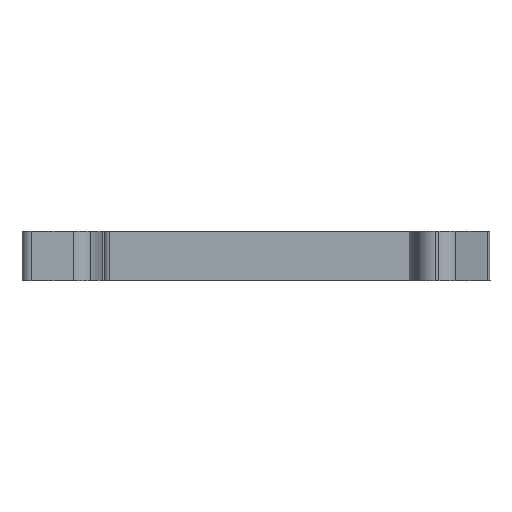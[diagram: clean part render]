
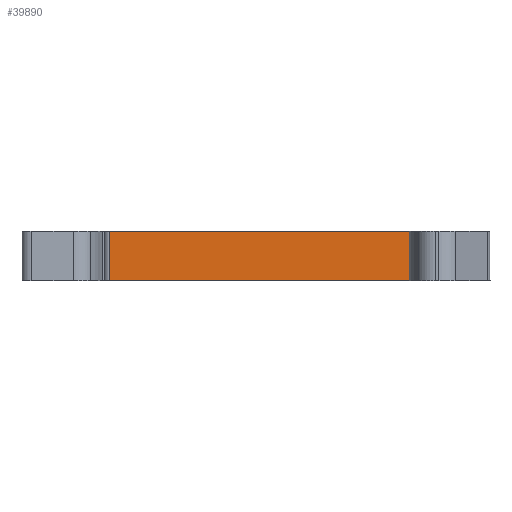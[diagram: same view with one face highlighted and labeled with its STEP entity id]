
A CAD part, front view. The second image highlights one B-rep face of the part: STEP entity #39890.
In plain terms, the highlighted face is planar.
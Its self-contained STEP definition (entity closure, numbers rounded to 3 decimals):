
#23190=CARTESIAN_POINT('',(52.029,6.219,
0.));
#23200=VERTEX_POINT('',#23190);
#23230=CARTESIAN_POINT('',(-0.993,-0.291,
0.));
#23240=DIRECTION('',(-0.993,-0.122,0.));
#23250=VECTOR('',#23240,1.);
#23260=LINE('',#23230,#23250);
#23270=CARTESIAN_POINT('',(19.822,2.265,
0.));
#23280=VERTEX_POINT('',#23270);
#23290=EDGE_CURVE('',#23200,#23280,#23260,.T.);
#39590=CARTESIAN_POINT('',(19.822,2.265,
0.));
#39600=DIRECTION('',(0.122,-0.993,
0.));
#39610=DIRECTION('',(-0.993,-0.122,
0.));
#39620=AXIS2_PLACEMENT_3D('',#39590,#39600,#39610);
#39630=PLANE('',#39620);
#39640=CARTESIAN_POINT('',(52.029,6.219,
0.));
#39650=DIRECTION('',(0.,0.,1.));
#39660=VECTOR('',#39650,1.);
#39670=LINE('',#39640,#39660);
#39680=CARTESIAN_POINT('',(52.029,6.219,
-5.15));
#39690=VERTEX_POINT('',#39680);
#39700=EDGE_CURVE('',#39690,#23200,#39670,.T.);
#39710=ORIENTED_EDGE('',*,*,#39700,.T.);
#39720=CARTESIAN_POINT('',(0.,-0.169,
-5.15));
#39730=DIRECTION('',(0.993,0.122,
0.));
#39740=VECTOR('',#39730,1.);
#39750=LINE('',#39720,#39740);
#39760=CARTESIAN_POINT('',(19.822,2.265,
-5.15));
#39770=VERTEX_POINT('',#39760);
#39780=EDGE_CURVE('',#39770,#39690,#39750,.T.);
#39790=ORIENTED_EDGE('',*,*,#39780,.T.);
#39800=CARTESIAN_POINT('',(19.822,2.265,
0.));
#39810=DIRECTION('',(0.,0.,1.));
#39820=VECTOR('',#39810,1.);
#39830=LINE('',#39800,#39820);
#39840=EDGE_CURVE('',#39770,#23280,#39830,.T.);
#39850=ORIENTED_EDGE('',*,*,#39840,.F.);
#39860=ORIENTED_EDGE('',*,*,#23290,.T.);
#39870=EDGE_LOOP('',(#39860,#39850,#39790,#39710));
#39880=FACE_OUTER_BOUND('',#39870,.T.);
#39890=ADVANCED_FACE('',(#39880),#39630,.T.);
